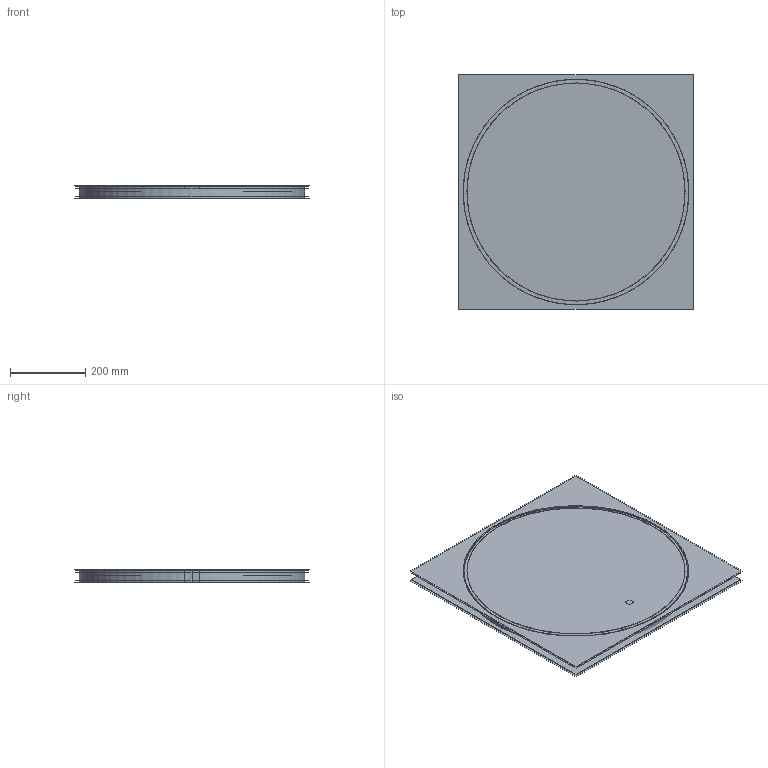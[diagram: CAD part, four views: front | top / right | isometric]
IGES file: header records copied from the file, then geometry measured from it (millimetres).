
Start section:  PTC IGES file: mfa0606.igs
Global section: file name: mfa0606.igs; native system: Creo Elements/Pro by Parametric Technology Corporation; preprocessor: 2010480; author: Administrator; organization: Unknown; date: 20200222.150326; units: millimetre
Bounding box: 624 x 624 x 34.04 mm (x, y, z)
Volume: 2481963.8 mm3; surface area: 9084187.3 mm2
Topology: 11 solids, 11 shells, 1438 faces, 6360 edges, 7564 vertices
Faces by surface type: bspline 1374, revolution 64
